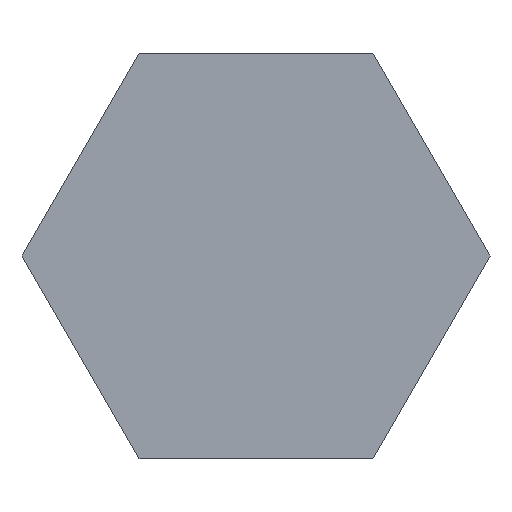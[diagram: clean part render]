
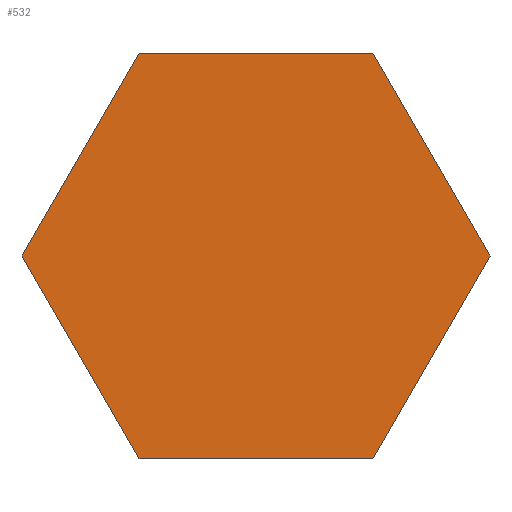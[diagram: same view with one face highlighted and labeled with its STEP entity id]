
A CAD part, front view. The second image highlights one B-rep face of the part: STEP entity #532.
In plain terms, the highlighted planar face has unit normal (0, -1, 0).
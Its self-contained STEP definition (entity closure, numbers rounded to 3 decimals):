
#2 = DIRECTION ( 'NONE',  ( 0.5, 0., -0.866 ) ) ;
#17 = ORIENTED_EDGE ( 'NONE', *, *, #509, .F. ) ;
#24 = VERTEX_POINT ( 'NONE', #339 ) ;
#32 = EDGE_CURVE ( 'NONE', #265, #143, #449, .T. ) ;
#34 = DIRECTION ( 'NONE',  ( 1., 0., 0. ) ) ;
#51 = CARTESIAN_POINT ( 'NONE',  ( 7.506, 0., 0. ) ) ;
#54 = LINE ( 'NONE', #176, #322 ) ;
#55 = AXIS2_PLACEMENT_3D ( 'NONE', #444, #200, #489 ) ;
#68 = DIRECTION ( 'NONE',  ( -0.5, 0., 0.866 ) ) ;
#84 = VERTEX_POINT ( 'NONE', #101 ) ;
#87 = LINE ( 'NONE', #318, #520 ) ;
#94 = EDGE_LOOP ( 'NONE', ( #127, #469, #330, #17, #420, #430 ) ) ;
#96 = CARTESIAN_POINT ( 'NONE',  ( -7.506, 0., 0. ) ) ;
#101 = CARTESIAN_POINT ( 'NONE',  ( -3.753, 0., -6.5 ) ) ;
#127 = ORIENTED_EDGE ( 'NONE', *, *, #220, .F. ) ;
#130 = CARTESIAN_POINT ( 'NONE',  ( 3.753, 0., 6.5 ) ) ;
#134 = FACE_OUTER_BOUND ( 'NONE', #94, .T. ) ;
#143 = VERTEX_POINT ( 'NONE', #219 ) ;
#145 = VECTOR ( 'NONE', #68, 1000. ) ;
#176 = CARTESIAN_POINT ( 'NONE',  ( -7.506, 0., 0. ) ) ;
#177 = LINE ( 'NONE', #500, #262 ) ;
#200 = DIRECTION ( 'NONE',  ( 0., 1., 0. ) ) ;
#210 = VECTOR ( 'NONE', #34, 1000. ) ;
#217 = DIRECTION ( 'NONE',  ( -0.5, 0., -0.866 ) ) ;
#219 = CARTESIAN_POINT ( 'NONE',  ( 3.753, 0., -6.5 ) ) ;
#220 = EDGE_CURVE ( 'NONE', #283, #265, #177, .T. ) ;
#246 = VERTEX_POINT ( 'NONE', #96 ) ;
#250 = EDGE_CURVE ( 'NONE', #246, #24, #54, .T. ) ;
#255 = LINE ( 'NONE', #303, #145 ) ;
#262 = VECTOR ( 'NONE', #2, 1000. ) ;
#265 = VERTEX_POINT ( 'NONE', #286 ) ;
#272 = CARTESIAN_POINT ( 'NONE',  ( -3.753, 0., 6.5 ) ) ;
#283 = VERTEX_POINT ( 'NONE', #130 ) ;
#286 = CARTESIAN_POINT ( 'NONE',  ( 7.506, 0., 0. ) ) ;
#295 = LINE ( 'NONE', #272, #210 ) ;
#303 = CARTESIAN_POINT ( 'NONE',  ( -3.753, 0., -6.5 ) ) ;
#312 = PLANE ( 'NONE',  #55 ) ;
#318 = CARTESIAN_POINT ( 'NONE',  ( 3.753, 0., -6.5 ) ) ;
#322 = VECTOR ( 'NONE', #513, 1000. ) ;
#330 = ORIENTED_EDGE ( 'NONE', *, *, #250, .F. ) ;
#338 = VECTOR ( 'NONE', #217, 1000. ) ;
#339 = CARTESIAN_POINT ( 'NONE',  ( -3.753, 0., 6.5 ) ) ;
#358 = DIRECTION ( 'NONE',  ( -1., 0., 0. ) ) ;
#364 = EDGE_CURVE ( 'NONE', #24, #283, #295, .T. ) ;
#389 = EDGE_CURVE ( 'NONE', #143, #84, #87, .T. ) ;
#420 = ORIENTED_EDGE ( 'NONE', *, *, #389, .F. ) ;
#430 = ORIENTED_EDGE ( 'NONE', *, *, #32, .F. ) ;
#444 = CARTESIAN_POINT ( 'NONE',  ( 0., 0., 0. ) ) ;
#449 = LINE ( 'NONE', #51, #338 ) ;
#469 = ORIENTED_EDGE ( 'NONE', *, *, #364, .F. ) ;
#489 = DIRECTION ( 'NONE',  ( 0., 0., 1. ) ) ;
#500 = CARTESIAN_POINT ( 'NONE',  ( 3.753, 0., 6.5 ) ) ;
#509 = EDGE_CURVE ( 'NONE', #84, #246, #255, .T. ) ;
#513 = DIRECTION ( 'NONE',  ( 0.5, 0., 0.866 ) ) ;
#520 = VECTOR ( 'NONE', #358, 1000. ) ;
#532 = ADVANCED_FACE ( 'NONE', ( #134 ), #312, .F. ) ;
